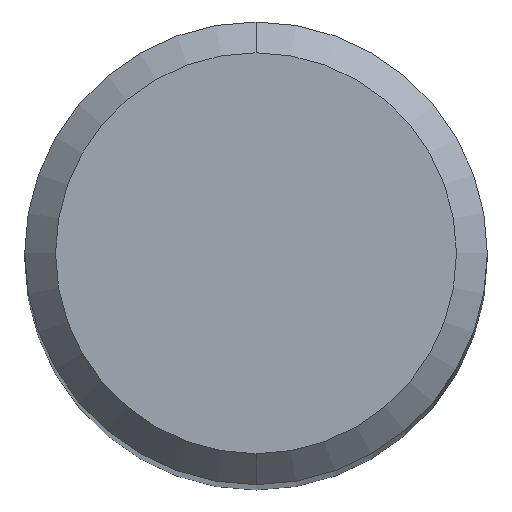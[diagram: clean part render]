
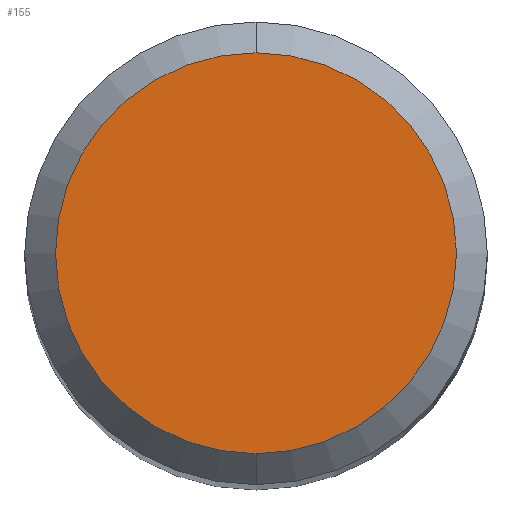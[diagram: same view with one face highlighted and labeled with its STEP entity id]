
A CAD part, top view. The second image highlights one B-rep face of the part: STEP entity #155.
In plain terms, the highlighted planar face has unit normal (0, 0, 1).
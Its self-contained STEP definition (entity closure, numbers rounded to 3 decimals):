
#155=ADVANCED_FACE('',(#355),#356,.T.);
#189=EDGE_CURVE('',#251,#271,#394,.T.);
#195=EDGE_CURVE('',#271,#251,#401,.T.);
#251=VERTEX_POINT('',#465);
#271=VERTEX_POINT('',#487);
#355=FACE_OUTER_BOUND('',#577,.T.);
#356=PLANE('',#578);
#394=CIRCLE('',#628,2.6);
#401=CIRCLE('',#638,2.6);
#465=CARTESIAN_POINT('',(0.,-2.6,0.0));
#487=CARTESIAN_POINT('',(0.0,2.6,0.0));
#577=EDGE_LOOP('',(#827,#828));
#578=AXIS2_PLACEMENT_3D('',#829,#830,#831);
#628=AXIS2_PLACEMENT_3D('',#881,#882,#883);
#638=AXIS2_PLACEMENT_3D('',#893,#894,#895);
#827=ORIENTED_EDGE('',*,*,#195,.F.);
#828=ORIENTED_EDGE('',*,*,#189,.F.);
#829=CARTESIAN_POINT('',(0.0,1.3,0.0));
#830=DIRECTION('',(-0.0,0.0,1.0));
#831=DIRECTION('',(0.0,-1.0,0.0));
#881=CARTESIAN_POINT('',(0.0,0.0,0.0));
#882=DIRECTION('',(0.0,0.0,-1.0));
#883=DIRECTION('',(0.0,1.0,0.0));
#893=CARTESIAN_POINT('',(0.0,0.0,0.0));
#894=DIRECTION('',(0.0,0.0,-1.0));
#895=DIRECTION('',(0.0,1.0,0.0));
